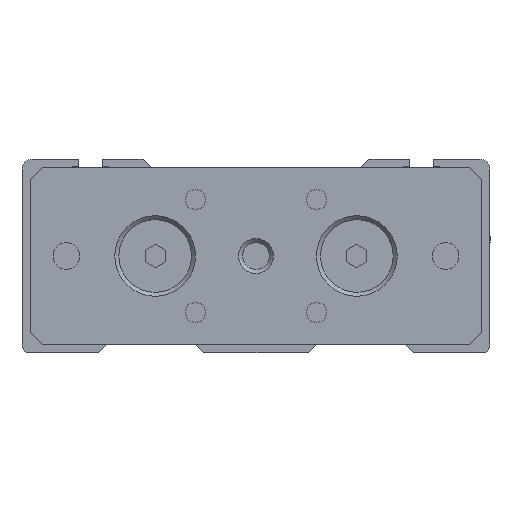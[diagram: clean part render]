
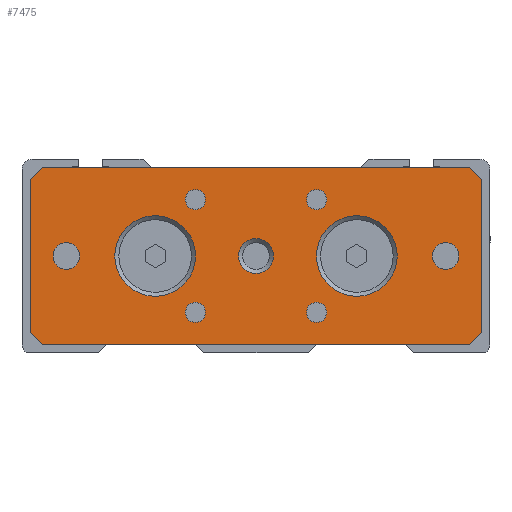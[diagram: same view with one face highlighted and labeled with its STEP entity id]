
A CAD part, left-side view. The second image highlights one B-rep face of the part: STEP entity #7475.
In plain terms, the highlighted planar face has unit normal (-1, 0, 0).
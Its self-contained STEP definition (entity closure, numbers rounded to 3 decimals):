
#7176=CARTESIAN_POINT('',(-8.,-302.5,5.));
#7177=VERTEX_POINT('Vertex317',#7176);
#7178=CARTESIAN_POINT('',(-8.,-302.5,-5.));
#7179=VERTEX_POINT('Vertex363',#7178);
#7180=CARTESIAN_POINT('',(-8.,-302.5,0.));
#7181=DIRECTION('',(1.,0.,0.));
#7182=DIRECTION('',(0.,0.,1.));
#7183=AXIS2_PLACEMENT_3D('',#7180,#7181,#7182);
#7184=CIRCLE('nurbsCrv1533',#7183,5.);
#7185=EDGE_CURVE('Edge546',#7177,#7179,#7184,.T.);
#7187=CARTESIAN_POINT('',(-8.,-302.5,0.));
#7188=DIRECTION('',(1.,0.,0.));
#7189=DIRECTION('',(0.,0.,-1.));
#7190=AXIS2_PLACEMENT_3D('',#7187,#7188,#7189);
#7191=CIRCLE('nurbsCrv1534',#7190,5.);
#7192=EDGE_CURVE('Edge547',#7179,#7177,#7191,.T.);
#7232=CARTESIAN_POINT('',(-8.,-290.,2.15));
#7233=VERTEX_POINT('Vertex319',#7232);
#7234=CARTESIAN_POINT('',(-8.,-290.,-2.15));
#7235=VERTEX_POINT('Vertex365',#7234);
#7236=CARTESIAN_POINT('',(-8.,-290.,0.));
#7237=DIRECTION('',(1.,0.,0.));
#7238=DIRECTION('',(0.,0.,1.));
#7239=AXIS2_PLACEMENT_3D('',#7236,#7237,#7238);
#7240=CIRCLE('nurbsCrv1549',#7239,2.15);
#7241=EDGE_CURVE('Edge551',#7233,#7235,#7240,.T.);
#7243=CARTESIAN_POINT('',(-8.,-290.,0.));
#7244=DIRECTION('',(1.,0.,0.));
#7245=DIRECTION('',(0.,0.,-1.));
#7246=AXIS2_PLACEMENT_3D('',#7243,#7244,#7245);
#7247=CIRCLE('nurbsCrv1550',#7246,2.15);
#7248=EDGE_CURVE('Edge552',#7235,#7233,#7247,.T.);
#7296=CARTESIAN_POINT('',(-8.,-277.5,5.));
#7297=VERTEX_POINT('Vertex321',#7296);
#7298=CARTESIAN_POINT('',(-8.,-277.5,-5.));
#7299=VERTEX_POINT('Vertex367',#7298);
#7300=CARTESIAN_POINT('',(-8.,-277.5,0.));
#7301=DIRECTION('',(1.,0.,0.));
#7302=DIRECTION('',(0.,0.,1.));
#7303=AXIS2_PLACEMENT_3D('',#7300,#7301,#7302);
#7304=CIRCLE('nurbsCrv1571',#7303,5.);
#7305=EDGE_CURVE('Edge556',#7297,#7299,#7304,.T.);
#7307=CARTESIAN_POINT('',(-8.,-277.5,0.));
#7308=DIRECTION('',(1.,0.,0.));
#7309=DIRECTION('',(0.,0.,-1.));
#7310=AXIS2_PLACEMENT_3D('',#7307,#7308,#7309);
#7311=CIRCLE('nurbsCrv1572',#7310,5.);
#7312=EDGE_CURVE('Edge557',#7299,#7297,#7311,.T.);
#7326=CARTESIAN_POINT('',(-8.,-316.5,-11.));
#7327=VERTEX_POINT('Vertex323',#7326);
#7328=CARTESIAN_POINT('',(-8.,-318.,-9.5));
#7329=VERTEX_POINT('Vertex322',#7328);
#7330=CARTESIAN_POINT('',(-8.,-317.25,-10.25));
#7331=DIRECTION('',(0.,-0.707,0.707));
#7332=VECTOR('',#7331,1.);
#7333=LINE('nurbsCrv452',#7330,#7332);
#7334=EDGE_CURVE('Edge452',#7327,#7329,#7333,.T.);
#7335=ORIENTED_EDGE('Edgeuse898',*,*,#7334,.T.);
#7336=CARTESIAN_POINT('',(-8.,-318.,9.5));
#7337=VERTEX_POINT('Vertex324',#7336);
#7338=CARTESIAN_POINT('',(-8.,-318.,0.));
#7339=DIRECTION('',(0.,0.,1.));
#7340=VECTOR('',#7339,1.);
#7341=LINE('nurbsCrv453',#7338,#7340);
#7342=EDGE_CURVE('Edge453',#7329,#7337,#7341,.T.);
#7343=ORIENTED_EDGE('Edgeuse899',*,*,#7342,.T.);
#7344=CARTESIAN_POINT('',(-8.,-316.5,11.));
#7345=VERTEX_POINT('Vertex325',#7344);
#7346=CARTESIAN_POINT('',(-8.,-317.25,10.25));
#7347=DIRECTION('',(0.,0.707,0.707));
#7348=VECTOR('',#7347,1.);
#7349=LINE('nurbsCrv454',#7346,#7348);
#7350=EDGE_CURVE('Edge454',#7337,#7345,#7349,.T.);
#7351=ORIENTED_EDGE('Edgeuse900',*,*,#7350,.T.);
#7352=CARTESIAN_POINT('',(-8.,-263.5,11.));
#7353=VERTEX_POINT('Vertex326',#7352);
#7354=CARTESIAN_POINT('',(-8.,-290.,11.));
#7355=DIRECTION('',(0.,1.,0.));
#7356=VECTOR('',#7355,1.);
#7357=LINE('nurbsCrv455',#7354,#7356);
#7358=EDGE_CURVE('Edge455',#7345,#7353,#7357,.T.);
#7359=ORIENTED_EDGE('Edgeuse901',*,*,#7358,.T.);
#7360=CARTESIAN_POINT('',(-8.,-262.,9.5));
#7361=VERTEX_POINT('Vertex327',#7360);
#7362=CARTESIAN_POINT('',(-8.,-262.75,10.25));
#7363=DIRECTION('',(0.,0.707,-0.707));
#7364=VECTOR('',#7363,1.);
#7365=LINE('nurbsCrv456',#7362,#7364);
#7366=EDGE_CURVE('Edge456',#7353,#7361,#7365,.T.);
#7367=ORIENTED_EDGE('Edgeuse902',*,*,#7366,.T.);
#7368=CARTESIAN_POINT('',(-8.,-262.,-9.5));
#7369=VERTEX_POINT('Vertex328',#7368);
#7370=CARTESIAN_POINT('',(-8.,-262.,0.));
#7371=DIRECTION('',(0.,0.,-1.));
#7372=VECTOR('',#7371,1.);
#7373=LINE('nurbsCrv457',#7370,#7372);
#7374=EDGE_CURVE('Edge457',#7361,#7369,#7373,.T.);
#7375=ORIENTED_EDGE('Edgeuse903',*,*,#7374,.T.);
#7376=CARTESIAN_POINT('',(-8.,-263.5,-11.));
#7377=VERTEX_POINT('Vertex329',#7376);
#7378=CARTESIAN_POINT('',(-8.,-262.75,-10.25));
#7379=DIRECTION('',(0.,-0.707,-0.707));
#7380=VECTOR('',#7379,1.);
#7381=LINE('nurbsCrv458',#7378,#7380);
#7382=EDGE_CURVE('Edge458',#7369,#7377,#7381,.T.);
#7383=ORIENTED_EDGE('Edgeuse904',*,*,#7382,.T.);
#7384=CARTESIAN_POINT('',(-8.,-290.,-11.));
#7385=DIRECTION('',(0.,-1.,0.));
#7386=VECTOR('',#7385,1.);
#7387=LINE('nurbsCrv459',#7384,#7386);
#7388=EDGE_CURVE('Edge459',#7377,#7327,#7387,.T.);
#7389=ORIENTED_EDGE('Edgeuse905',*,*,#7388,.T.);
#7390=EDGE_LOOP('',(#7335,#7343,#7351,#7359,#7367,#7375,#7383,#7389));
#7391=FACE_OUTER_BOUND('',#7390,.T.);
#7392=CARTESIAN_POINT('',(-8.,-282.5,8.25));
#7393=VERTEX_POINT('Vertex330',#7392);
#7394=CARTESIAN_POINT('',(-8.,-282.5,7.));
#7395=DIRECTION('',(-1.,0.,0.));
#7396=DIRECTION('',(0.,0.,1.));
#7397=AXIS2_PLACEMENT_3D('',#7394,#7395,#7396);
#7398=CIRCLE('nurbsCrv460',#7397,1.25);
#7399=EDGE_CURVE('Edge460',#7393,#7393,#7398,.T.);
#7400=ORIENTED_EDGE('Edgeuse906',*,*,#7399,.F.);
#7401=EDGE_LOOP('',(#7400));
#7402=FACE_BOUND('',#7401,.T.);
#7403=CARTESIAN_POINT('',(-8.,-266.5,1.65));
#7404=VERTEX_POINT('Vertex331',#7403);
#7405=CARTESIAN_POINT('',(-8.,-266.5,0.));
#7406=DIRECTION('',(-1.,0.,0.));
#7407=DIRECTION('',(0.,0.,1.));
#7408=AXIS2_PLACEMENT_3D('',#7405,#7406,#7407);
#7409=CIRCLE('nurbsCrv461',#7408,1.65);
#7410=EDGE_CURVE('Edge461',#7404,#7404,#7409,.T.);
#7411=ORIENTED_EDGE('Edgeuse907',*,*,#7410,.F.);
#7412=EDGE_LOOP('',(#7411));
#7413=FACE_BOUND('',#7412,.T.);
#7414=CARTESIAN_POINT('',(-8.,-282.5,-5.75));
#7415=VERTEX_POINT('Vertex332',#7414);
#7416=CARTESIAN_POINT('',(-8.,-282.5,-7.));
#7417=DIRECTION('',(-1.,0.,0.));
#7418=DIRECTION('',(0.,0.,1.));
#7419=AXIS2_PLACEMENT_3D('',#7416,#7417,#7418);
#7420=CIRCLE('nurbsCrv462',#7419,1.25);
#7421=EDGE_CURVE('Edge462',#7415,#7415,#7420,.T.);
#7422=ORIENTED_EDGE('Edgeuse908',*,*,#7421,.F.);
#7423=EDGE_LOOP('',(#7422));
#7424=FACE_BOUND('',#7423,.T.);
#7425=CARTESIAN_POINT('',(-8.,-297.5,-5.75));
#7426=VERTEX_POINT('Vertex333',#7425);
#7427=CARTESIAN_POINT('',(-8.,-297.5,-7.));
#7428=DIRECTION('',(-1.,0.,0.));
#7429=DIRECTION('',(0.,0.,1.));
#7430=AXIS2_PLACEMENT_3D('',#7427,#7428,#7429);
#7431=CIRCLE('nurbsCrv463',#7430,1.25);
#7432=EDGE_CURVE('Edge463',#7426,#7426,#7431,.T.);
#7433=ORIENTED_EDGE('Edgeuse909',*,*,#7432,.F.);
#7434=EDGE_LOOP('',(#7433));
#7435=FACE_BOUND('',#7434,.T.);
#7436=CARTESIAN_POINT('',(-8.,-297.5,8.25));
#7437=VERTEX_POINT('Vertex334',#7436);
#7438=CARTESIAN_POINT('',(-8.,-297.5,7.));
#7439=DIRECTION('',(-1.,0.,0.));
#7440=DIRECTION('',(0.,0.,1.));
#7441=AXIS2_PLACEMENT_3D('',#7438,#7439,#7440);
#7442=CIRCLE('nurbsCrv464',#7441,1.25);
#7443=EDGE_CURVE('Edge464',#7437,#7437,#7442,.T.);
#7444=ORIENTED_EDGE('Edgeuse910',*,*,#7443,.F.);
#7445=EDGE_LOOP('',(#7444));
#7446=FACE_BOUND('',#7445,.T.);
#7447=CARTESIAN_POINT('',(-8.,-313.5,1.65));
#7448=VERTEX_POINT('Vertex335',#7447);
#7449=CARTESIAN_POINT('',(-8.,-313.5,0.));
#7450=DIRECTION('',(-1.,0.,0.));
#7451=DIRECTION('',(0.,0.,1.));
#7452=AXIS2_PLACEMENT_3D('',#7449,#7450,#7451);
#7453=CIRCLE('nurbsCrv465',#7452,1.65);
#7454=EDGE_CURVE('Edge465',#7448,#7448,#7453,.T.);
#7455=ORIENTED_EDGE('Edgeuse911',*,*,#7454,.F.);
#7456=EDGE_LOOP('',(#7455));
#7457=FACE_BOUND('',#7456,.T.);
#7458=ORIENTED_EDGE('Edgeuse1112',*,*,#7305,.T.);
#7459=ORIENTED_EDGE('Edgeuse1114',*,*,#7312,.T.);
#7460=EDGE_LOOP('',(#7458,#7459));
#7461=FACE_BOUND('',#7460,.T.);
#7462=ORIENTED_EDGE('Edgeuse1102',*,*,#7241,.T.);
#7463=ORIENTED_EDGE('Edgeuse1104',*,*,#7248,.T.);
#7464=EDGE_LOOP('',(#7462,#7463));
#7465=FACE_BOUND('',#7464,.T.);
#7466=ORIENTED_EDGE('Edgeuse1092',*,*,#7185,.T.);
#7467=ORIENTED_EDGE('Edgeuse1094',*,*,#7192,.T.);
#7468=EDGE_LOOP('',(#7466,#7467));
#7469=FACE_BOUND('',#7468,.T.);
#7470=CARTESIAN_POINT('',(-8.,-290.,0.));
#7471=DIRECTION('',(-1.,0.,0.));
#7472=DIRECTION('',(0.,0.,1.));
#7473=AXIS2_PLACEMENT_3D('',#7470,#7471,#7472);
#7474=PLANE('nurbsSrf195',#7473);
#7475=ADVANCED_FACE('Face195',(#7391,#7402,#7413,#7424,#7435,#7446,#7457,#7461,
#7465,#7469),#7474,.T.);
